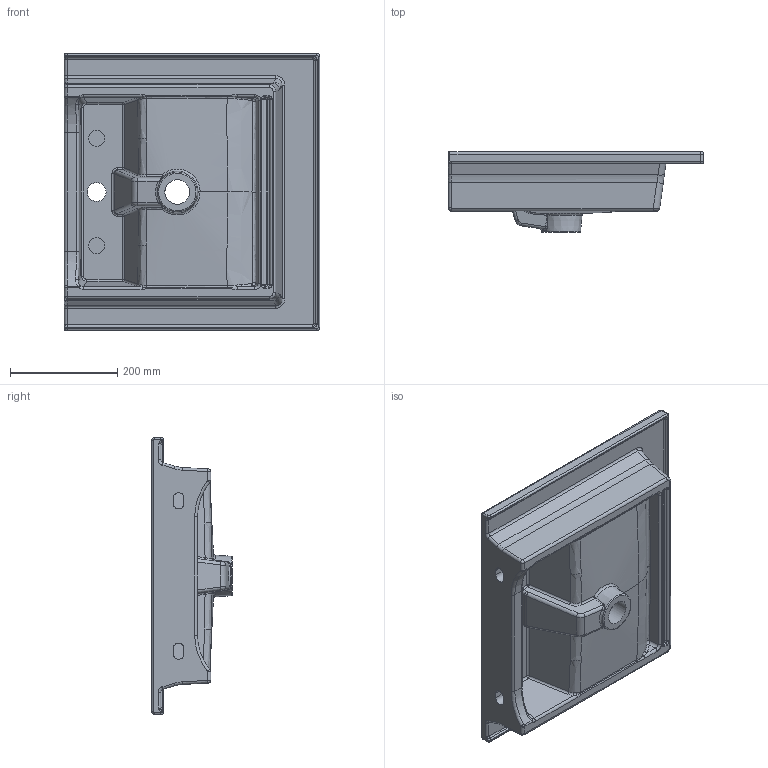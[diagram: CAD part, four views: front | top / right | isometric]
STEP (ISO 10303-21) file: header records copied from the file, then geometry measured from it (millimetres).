
FILE_DESCRIPTION(/* description */ (''),/* implementation_level */ '2;1');
FILE_NAME(/* name */ '1643 sofia 50 cm.stp',/* time_stamp */ '2022-10-18T06:34:27+03:00',/* author */ (''),/* organization */ (''),/* preprocessor_version */ 'ST-DEVELOPER v16',/* originating_system */ 'SIEMENS PLM Software NX 11.0',/* authorisation */ '');
FILE_SCHEMA (('AUTOMOTIVE_DESIGN { 1 0 10303 214 3 1 1 1 }'));
Length unit declared in the file: millimetre
Products named in the file (1): Dell4E203967xj72
Bounding box: 475 x 149.88 x 515 mm (x, y, z)
Volume: 7224861.6 mm3; surface area: 832861.1 mm2
Topology: 1 solids, 1 shells, 314 faces, 750 edges, 424 vertices
Faces by surface type: bspline 139, cylinder 101, plane 52, sphere 12, torus 8, cone 2
Full cylindrical faces by diameter (mm): 24 x1, 30 x2, 35 x1, 46 x1
Entity records: 14434 total; most frequent: CARTESIAN_POINT 8046, ORIENTED_EDGE 1430, DIRECTION 1200, EDGE_CURVE 715, AXIS2_PLACEMENT_3D 494, VERTEX_POINT 419, EDGE_LOOP 338, ADVANCED_FACE 314
